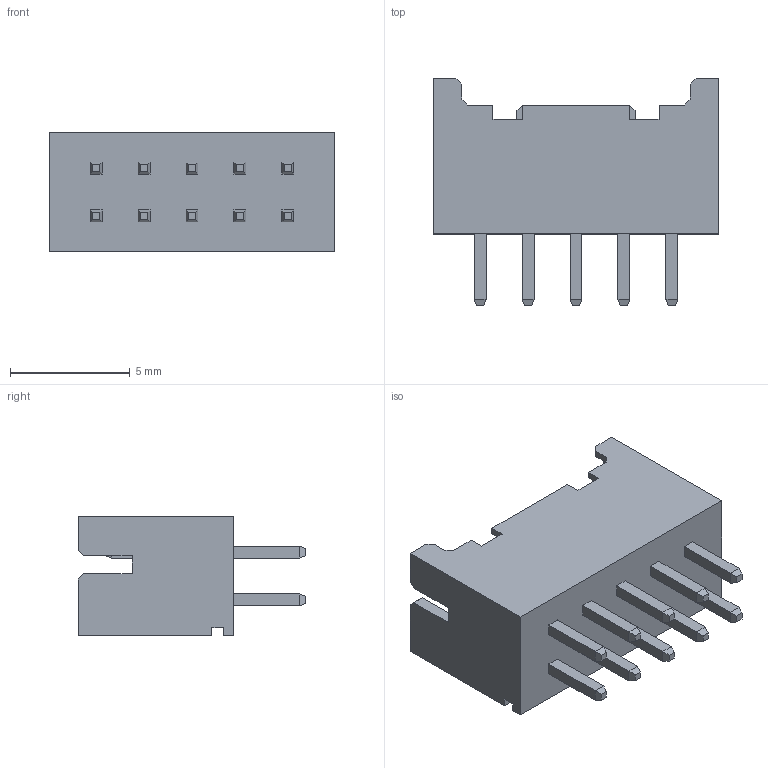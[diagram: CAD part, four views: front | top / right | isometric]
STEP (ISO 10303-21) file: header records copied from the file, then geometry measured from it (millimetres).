
FILE_DESCRIPTION (( 'STEP AP214' ), '1' );
FILE_NAME ('B10B-PHDSS.STEP', '2024-01-10T22:22:32', ( '' ), ( '' ), 'SwSTEP 2.0', 'SolidWorks 2021', '' );
FILE_SCHEMA (( 'AUTOMOTIVE_DESIGN' ));
Length unit declared in the file: millimetre
Products named in the file (3): BxB-PHDSS_10; pin^BxB-PHDSS ass; B10B-PHDSS
Assembly tree (11 placements, depth 2):
  B10B-PHDSS
    BxB-PHDSS_10
    pin^BxB-PHDSS ass  x10
Bounding box: 11.9 x 9.5 x 5 mm (x, y, z)
Volume: 154 mm3; surface area: 632.3 mm2
Topology: 11 solids, 11 shells, 254 faces, 613 edges, 382 vertices
Faces by surface type: plane 254
Entity records: 4271 total; most frequent: CARTESIAN_POINT 741, ORIENTED_EDGE 722, DIRECTION 645, LINE 361, EDGE_CURVE 361, VECTOR 361, VERTEX_POINT 238, EDGE_LOOP 153
